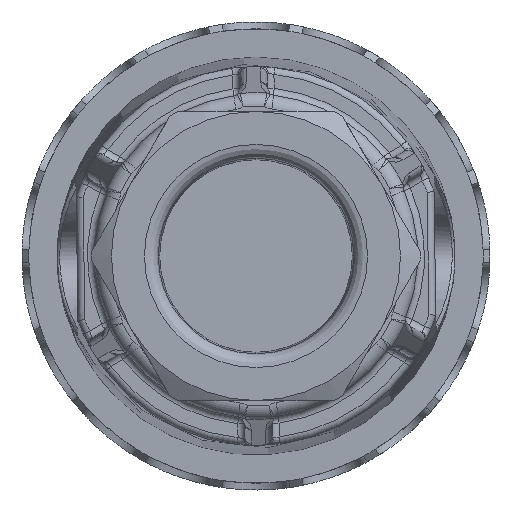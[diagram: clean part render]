
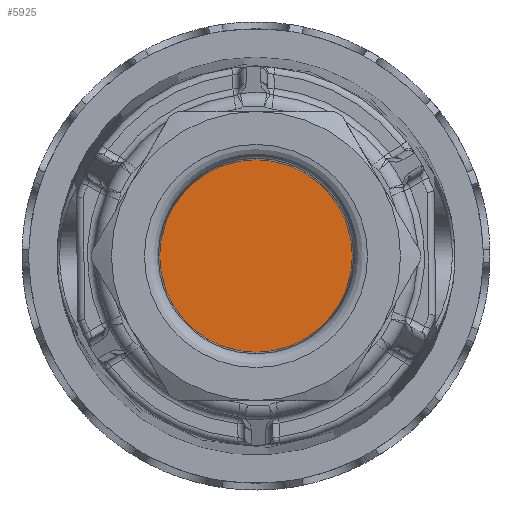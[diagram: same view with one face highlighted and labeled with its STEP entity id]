
A CAD part, front view. The second image highlights one B-rep face of the part: STEP entity #5925.
In plain terms, the highlighted planar face has unit normal (0, -1, 0).
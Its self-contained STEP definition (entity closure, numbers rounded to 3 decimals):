
#334=PLANE('',#19966);
#4373=FACE_OUTER_BOUND('',#7368,.T.);
#5925=ADVANCED_FACE('',(#4373),#334,.F.);
#7368=EDGE_LOOP('',(#8650));
#8650=ORIENTED_EDGE('',*,*,#16316,.T.);
#14399=VERTEX_POINT('',#26460);
#16316=EDGE_CURVE('',#14399,#14399,#19255,.T.);
#19255=CIRCLE('',#19935,6.998);
#19935=AXIS2_PLACEMENT_3D('',#26459,#21567,#21568);
#19966=AXIS2_PLACEMENT_3D('',#26921,#21641,#21642);
#21567=DIRECTION('',(0.,-1.,0.));
#21568=DIRECTION('',(0.,0.,1.));
#21641=DIRECTION('',(0.,1.,0.));
#21642=DIRECTION('',(0.,0.,1.));
#26459=CARTESIAN_POINT('',(-4.729,-84.882,0.232));
#26460=CARTESIAN_POINT('',(-4.729,-84.882,7.23));
#26921=CARTESIAN_POINT('',(-4.729,-84.882,0.232));
